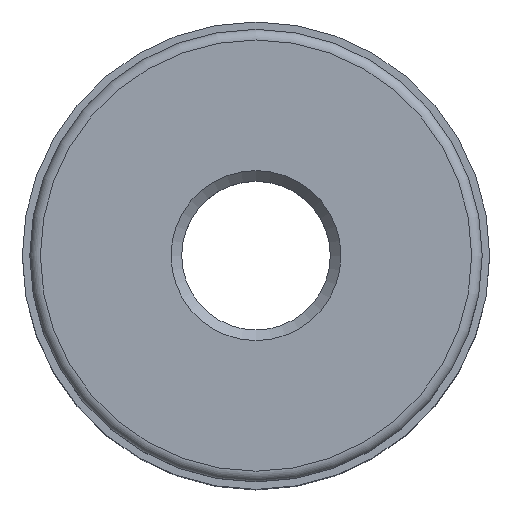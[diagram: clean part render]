
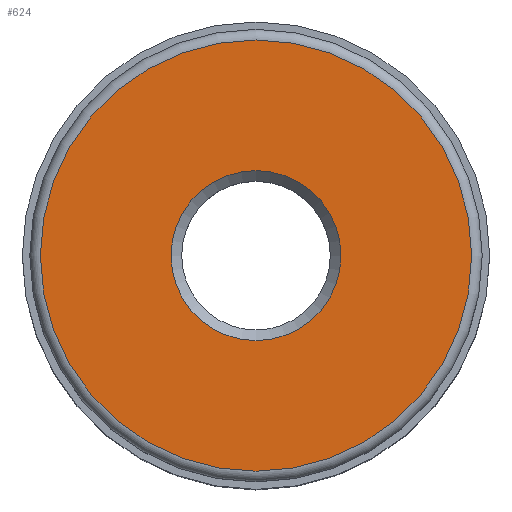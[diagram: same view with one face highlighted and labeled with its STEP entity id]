
A CAD part, top view. The second image highlights one B-rep face of the part: STEP entity #624.
In plain terms, the highlighted planar face has unit normal (0, 0, 1).
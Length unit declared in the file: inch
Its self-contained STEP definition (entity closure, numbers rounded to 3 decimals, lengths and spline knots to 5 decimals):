
#17=FACE_BOUND('',#122,.T.);
#23=PLANE('',#747);
#85=FACE_OUTER_BOUND('',#121,.T.);
#121=EDGE_LOOP('',(#576,#577));
#122=EDGE_LOOP('',(#578,#579));
#177=CIRCLE('',#653,0.08);
#178=CIRCLE('',#654,0.08);
#228=CIRCLE('',#725,0.203);
#229=CIRCLE('',#726,0.203);
#247=VERTEX_POINT('',#993);
#248=VERTEX_POINT('',#995);
#295=VERTEX_POINT('',#1131);
#296=VERTEX_POINT('',#1133);
#315=EDGE_CURVE('',#248,#247,#177,.T.);
#316=EDGE_CURVE('',#247,#248,#178,.T.);
#384=EDGE_CURVE('',#296,#295,#228,.T.);
#385=EDGE_CURVE('',#295,#296,#229,.T.);
#576=ORIENTED_EDGE('',*,*,#384,.T.);
#577=ORIENTED_EDGE('',*,*,#385,.T.);
#578=ORIENTED_EDGE('',*,*,#315,.T.);
#579=ORIENTED_EDGE('',*,*,#316,.T.);
#624=ADVANCED_FACE('',(#85,#17),#23,.F.);
#653=AXIS2_PLACEMENT_3D('',#996,#766,#767);
#654=AXIS2_PLACEMENT_3D('',#997,#768,#769);
#725=AXIS2_PLACEMENT_3D('',#1134,#928,#929);
#726=AXIS2_PLACEMENT_3D('',#1135,#930,#931);
#747=AXIS2_PLACEMENT_3D('',#1171,#975,#976);
#766=DIRECTION('center_axis',(0.,0.,-1.));
#767=DIRECTION('ref_axis',(-1.,0.,0.));
#768=DIRECTION('center_axis',(0.,0.,-1.));
#769=DIRECTION('ref_axis',(-1.,0.,0.));
#928=DIRECTION('center_axis',(0.,0.,1.));
#929=DIRECTION('ref_axis',(-1.,0.,0.));
#930=DIRECTION('center_axis',(0.,0.,1.));
#931=DIRECTION('ref_axis',(-1.,0.,0.));
#975=DIRECTION('center_axis',(0.,0.,-1.));
#976=DIRECTION('ref_axis',(-1.,0.,0.));
#993=CARTESIAN_POINT('',(-0.08,0.,0.));
#995=CARTESIAN_POINT('',(0.08,0.,0.));
#996=CARTESIAN_POINT('Origin',(0.,0.,0.));
#997=CARTESIAN_POINT('Origin',(0.,0.,0.));
#1131=CARTESIAN_POINT('',(0.203,0.,0.));
#1133=CARTESIAN_POINT('',(-0.203,0.,0.));
#1134=CARTESIAN_POINT('Origin',(0.,0.,0.));
#1135=CARTESIAN_POINT('Origin',(0.,0.,0.));
#1171=CARTESIAN_POINT('Origin',(0.,0.07,0.));
